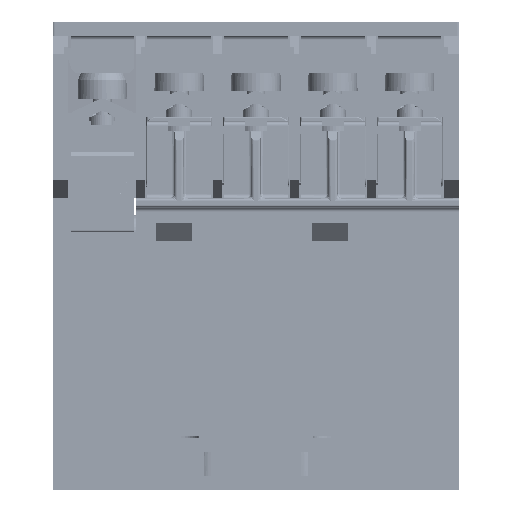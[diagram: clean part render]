
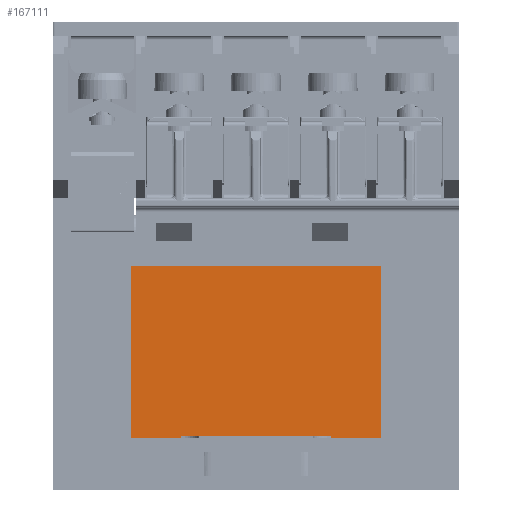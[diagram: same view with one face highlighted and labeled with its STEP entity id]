
A CAD part, front view. The second image highlights one B-rep face of the part: STEP entity #167111.
In plain terms, the highlighted planar face has unit normal (0, -1, 0).
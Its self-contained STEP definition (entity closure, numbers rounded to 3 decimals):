
#151655=CARTESIAN_POINT('',(-13.875,-22.175,6.75));
#151656=VERTEX_POINT('',#151655);
#151663=CARTESIAN_POINT('',(13.875,-22.175,6.75));
#151664=VERTEX_POINT('',#151663);
#151665=CARTESIAN_POINT('',(-13.875,-22.175,6.75));
#151666=DIRECTION('',(1.0,0.0,0.0));
#151667=VECTOR('',#151666,27.75);
#151668=LINE('',#151665,#151667);
#151669=EDGE_CURVE('',#151656,#151664,#151668,.T.);
#153936=CARTESIAN_POINT('',(13.875,-22.175,-12.25));
#153937=VERTEX_POINT('',#153936);
#153946=CARTESIAN_POINT('',(13.875,-22.175,-12.25));
#153947=DIRECTION('',(0.0,0.0,1.0));
#153948=VECTOR('',#153947,19.0);
#153949=LINE('',#153946,#153948);
#153950=EDGE_CURVE('',#153937,#151664,#153949,.T.);
#153962=CARTESIAN_POINT('',(-13.875,-22.175,-12.25));
#153963=VERTEX_POINT('',#153962);
#153970=CARTESIAN_POINT('',(-13.875,-22.175,6.75));
#153971=DIRECTION('',(0.0,0.0,-1.0));
#153972=VECTOR('',#153971,19.);
#153973=LINE('',#153970,#153972);
#153974=EDGE_CURVE('',#151656,#153963,#153973,.T.);
#158048=CARTESIAN_POINT('',(-8.25,-22.175,-12.25));
#158049=VERTEX_POINT('',#158048);
#158057=CARTESIAN_POINT('',(-13.875,-22.175,-12.25));
#158058=DIRECTION('',(1.0,0.0,0.0));
#158059=VECTOR('',#158058,5.625);
#158060=LINE('',#158057,#158059);
#158061=EDGE_CURVE('',#153963,#158049,#158060,.T.);
#158117=CARTESIAN_POINT('',(8.25,-22.175,-12.));
#158118=VERTEX_POINT('',#158117);
#158126=CARTESIAN_POINT('',(-8.25,-22.175,-12.));
#158127=VERTEX_POINT('',#158126);
#158128=CARTESIAN_POINT('',(-8.25,-22.175,-12.));
#158129=DIRECTION('',(1.0,0.0,0.0));
#158130=VECTOR('',#158129,16.5);
#158131=LINE('',#158128,#158130);
#158132=EDGE_CURVE('',#158127,#158118,#158131,.T.);
#167037=CARTESIAN_POINT('',(8.25,-22.175,-12.25));
#167038=VERTEX_POINT('',#167037);
#167053=CARTESIAN_POINT('',(8.25,-22.175,-12.25));
#167054=DIRECTION('',(1.0,0.0,0.0));
#167055=VECTOR('',#167054,5.625);
#167056=LINE('',#167053,#167055);
#167057=EDGE_CURVE('',#167038,#153937,#167056,.T.);
#167080=CARTESIAN_POINT('',(8.25,-22.175,-12.25));
#167081=DIRECTION('',(0.0,0.0,1.0));
#167082=VECTOR('',#167081,0.25);
#167083=LINE('',#167080,#167082);
#167084=EDGE_CURVE('',#167038,#158118,#167083,.T.);
#167091=CARTESIAN_POINT('',(0.,-22.175,-3.75));
#167092=DIRECTION('',(0.0,1.0,0.0));
#167093=DIRECTION('',(0.0,0.0,1.0));
#167094=AXIS2_PLACEMENT_3D('',#167091,#167092,#167093);
#167095=PLANE('',#167094);
#167096=CARTESIAN_POINT('',(-8.25,-22.175,-12.));
#167097=DIRECTION('',(0.0,0.0,-1.0));
#167098=VECTOR('',#167097,0.25);
#167099=LINE('',#167096,#167098);
#167100=EDGE_CURVE('',#158127,#158049,#167099,.T.);
#167101=ORIENTED_EDGE('',*,*,#167100,.F.);
#167102=ORIENTED_EDGE('',*,*,#158132,.T.);
#167103=ORIENTED_EDGE('',*,*,#167084,.F.);
#167104=ORIENTED_EDGE('',*,*,#167057,.T.);
#167105=ORIENTED_EDGE('',*,*,#153950,.T.);
#167106=ORIENTED_EDGE('',*,*,#151669,.F.);
#167107=ORIENTED_EDGE('',*,*,#153974,.T.);
#167108=ORIENTED_EDGE('',*,*,#158061,.T.);
#167109=EDGE_LOOP('',(#167101,#167102,#167103,#167104,#167105,#167106,#167107,#167108));
#167110=FACE_OUTER_BOUND('',#167109,.T.);
#167111=ADVANCED_FACE('',(#167110),#167095,.F.);
